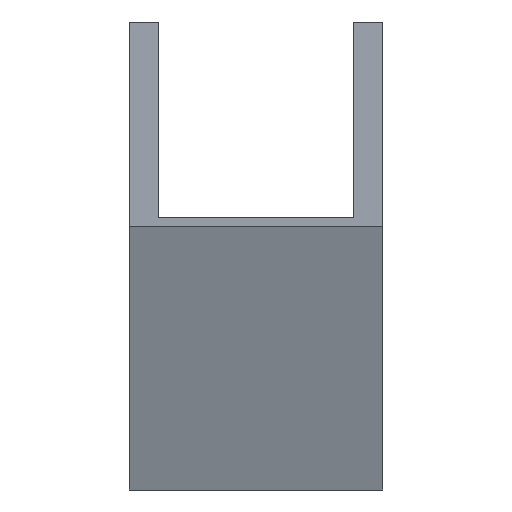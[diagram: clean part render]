
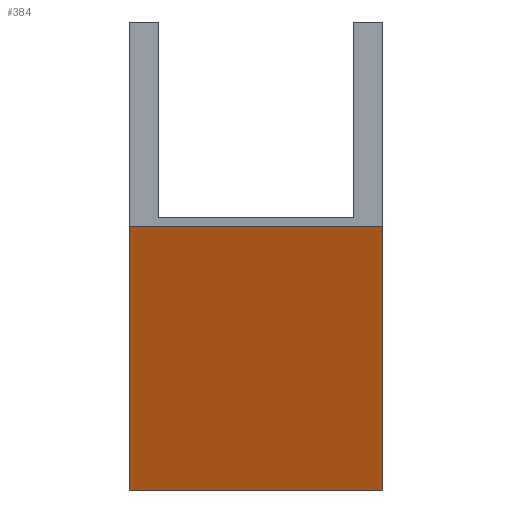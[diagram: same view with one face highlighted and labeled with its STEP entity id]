
A CAD part, left-side view. The second image highlights one B-rep face of the part: STEP entity #384.
In plain terms, the highlighted planar face has unit normal (-0.94, 0, -0.342).
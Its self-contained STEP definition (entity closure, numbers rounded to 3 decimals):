
#18 = CARTESIAN_POINT ( 'NONE',  ( -50.173, 13., -37.5 ) ) ;
#20 = CARTESIAN_POINT ( 'NONE',  ( -60., 13., -10.5 ) ) ;
#24 = PLANE ( 'NONE',  #467 ) ;
#41 = VERTEX_POINT ( 'NONE', #884 ) ;
#58 = VECTOR ( 'NONE', #801, 1000. ) ;
#76 = CARTESIAN_POINT ( 'NONE',  ( -60., 13., -10.5 ) ) ;
#91 = CARTESIAN_POINT ( 'NONE',  ( -50.173, -13., -37.5 ) ) ;
#161 = CARTESIAN_POINT ( 'NONE',  ( -50.173, 13., -37.5 ) ) ;
#210 = DIRECTION ( 'NONE',  ( -0.342, 0., 0.94 ) ) ;
#220 = CARTESIAN_POINT ( 'NONE',  ( -60., -13., -10.5 ) ) ;
#239 = DIRECTION ( 'NONE',  ( 0., -1., 0. ) ) ;
#300 = DIRECTION ( 'NONE',  ( 0., -1., 0. ) ) ;
#319 = DIRECTION ( 'NONE',  ( 0.94, 0., 0.342 ) ) ;
#343 = VECTOR ( 'NONE', #239, 1000. ) ;
#383 = VERTEX_POINT ( 'NONE', #91 ) ;
#384 = ADVANCED_FACE ( 'NONE', ( #686 ), #24, .F. ) ;
#410 = ORIENTED_EDGE ( 'NONE', *, *, #415, .F. ) ;
#415 = EDGE_CURVE ( 'NONE', #837, #41, #587, .T. ) ;
#452 = LINE ( 'NONE', #161, #922 ) ;
#467 = AXIS2_PLACEMENT_3D ( 'NONE', #20, #319, #610 ) ;
#504 = ORIENTED_EDGE ( 'NONE', *, *, #698, .F. ) ;
#561 = EDGE_CURVE ( 'NONE', #383, #596, #873, .T. ) ;
#587 = LINE ( 'NONE', #76, #889 ) ;
#596 = VERTEX_POINT ( 'NONE', #612 ) ;
#610 = DIRECTION ( 'NONE',  ( 0.342, 0., -0.94 ) ) ;
#612 = CARTESIAN_POINT ( 'NONE',  ( -60., -13., -10.5 ) ) ;
#623 = LINE ( 'NONE', #909, #343 ) ;
#686 = FACE_OUTER_BOUND ( 'NONE', #908, .T. ) ;
#698 = EDGE_CURVE ( 'NONE', #41, #596, #623, .T. ) ;
#704 = ORIENTED_EDGE ( 'NONE', *, *, #783, .T. ) ;
#783 = EDGE_CURVE ( 'NONE', #837, #383, #452, .T. ) ;
#801 = DIRECTION ( 'NONE',  ( -0.342, 0., 0.94 ) ) ;
#837 = VERTEX_POINT ( 'NONE', #18 ) ;
#873 = LINE ( 'NONE', #220, #58 ) ;
#884 = CARTESIAN_POINT ( 'NONE',  ( -60., 13., -10.5 ) ) ;
#886 = ORIENTED_EDGE ( 'NONE', *, *, #561, .T. ) ;
#889 = VECTOR ( 'NONE', #210, 1000. ) ;
#908 = EDGE_LOOP ( 'NONE', ( #886, #504, #410, #704 ) ) ;
#909 = CARTESIAN_POINT ( 'NONE',  ( -60., 13., -10.5 ) ) ;
#922 = VECTOR ( 'NONE', #300, 1000. ) ;
